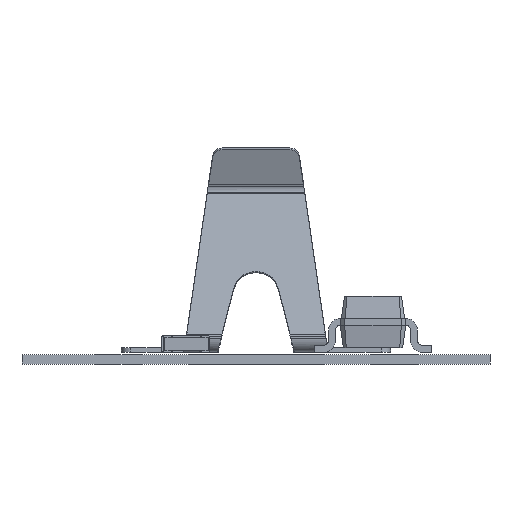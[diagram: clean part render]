
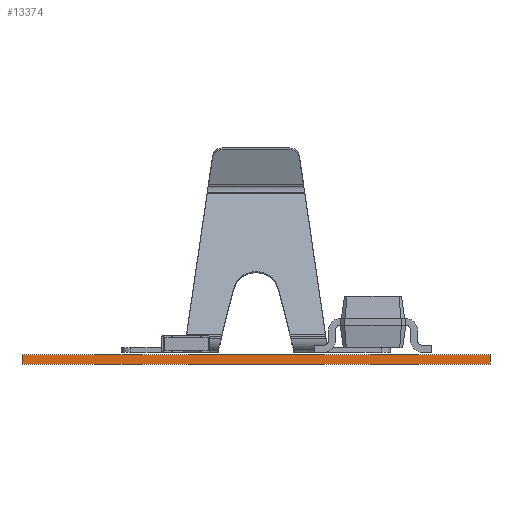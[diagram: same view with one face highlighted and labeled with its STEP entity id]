
A CAD part, front view. The second image highlights one B-rep face of the part: STEP entity #13374.
In plain terms, the highlighted planar face has unit normal (0, -1, 0).
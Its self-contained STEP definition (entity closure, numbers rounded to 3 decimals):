
#13258 = EDGE_CURVE('',#13259,#13261,#13263,.T.);
#13259 = VERTEX_POINT('',#13260);
#13260 = CARTESIAN_POINT('',(177.,-127.,0.));
#13261 = VERTEX_POINT('',#13262);
#13262 = CARTESIAN_POINT('',(177.,-127.,0.203));
#13263 = SURFACE_CURVE('',#13264,(#13268,#13280),.PCURVE_S1.);
#13264 = LINE('',#13265,#13266);
#13265 = CARTESIAN_POINT('',(177.,-127.,0.));
#13266 = VECTOR('',#13267,1.);
#13267 = DIRECTION('',(0.,0.,1.));
#13268 = PCURVE('',#13269,#13274);
#13269 = PLANE('',#13270);
#13270 = AXIS2_PLACEMENT_3D('',#13271,#13272,#13273);
#13271 = CARTESIAN_POINT('',(177.,-127.,0.));
#13272 = DIRECTION('',(-1.,0.,0.));
#13273 = DIRECTION('',(0.,1.,0.));
#13274 = DEFINITIONAL_REPRESENTATION('',(#13275),#13279);
#13275 = LINE('',#13276,#13277);
#13276 = CARTESIAN_POINT('',(0.,0.));
#13277 = VECTOR('',#13278,1.);
#13278 = DIRECTION('',(0.,-1.));
#13279 = ( GEOMETRIC_REPRESENTATION_CONTEXT(2) 
PARAMETRIC_REPRESENTATION_CONTEXT() REPRESENTATION_CONTEXT('2D SPACE',''
  ) );
#13280 = PCURVE('',#13281,#13286);
#13281 = PLANE('',#13282);
#13282 = AXIS2_PLACEMENT_3D('',#13283,#13284,#13285);
#13283 = CARTESIAN_POINT('',(167.,-127.,0.));
#13284 = DIRECTION('',(0.,1.,0.));
#13285 = DIRECTION('',(1.,0.,0.));
#13286 = DEFINITIONAL_REPRESENTATION('',(#13287),#13291);
#13287 = LINE('',#13288,#13289);
#13288 = CARTESIAN_POINT('',(10.,0.));
#13289 = VECTOR('',#13290,1.);
#13290 = DIRECTION('',(0.,-1.));
#13291 = ( GEOMETRIC_REPRESENTATION_CONTEXT(2) 
PARAMETRIC_REPRESENTATION_CONTEXT() REPRESENTATION_CONTEXT('2D SPACE',''
  ) );
#13309 = PLANE('',#13310);
#13310 = AXIS2_PLACEMENT_3D('',#13311,#13312,#13313);
#13311 = CARTESIAN_POINT('',(172.,-112.,0.203));
#13312 = DIRECTION('',(0.,0.,1.));
#13313 = DIRECTION('',(1.,0.,0.));
#13363 = PLANE('',#13364);
#13364 = AXIS2_PLACEMENT_3D('',#13365,#13366,#13367);
#13365 = CARTESIAN_POINT('',(172.,-112.,0.));
#13366 = DIRECTION('',(0.,0.,1.));
#13367 = DIRECTION('',(1.,0.,0.));
#13374 = ADVANCED_FACE('',(#13375),#13281,.F.);
#13375 = FACE_BOUND('',#13376,.F.);
#13376 = EDGE_LOOP('',(#13377,#13407,#13428,#13429));
#13377 = ORIENTED_EDGE('',*,*,#13378,.T.);
#13378 = EDGE_CURVE('',#13379,#13381,#13383,.T.);
#13379 = VERTEX_POINT('',#13380);
#13380 = CARTESIAN_POINT('',(167.,-127.,0.));
#13381 = VERTEX_POINT('',#13382);
#13382 = CARTESIAN_POINT('',(167.,-127.,0.203));
#13383 = SURFACE_CURVE('',#13384,(#13388,#13395),.PCURVE_S1.);
#13384 = LINE('',#13385,#13386);
#13385 = CARTESIAN_POINT('',(167.,-127.,0.));
#13386 = VECTOR('',#13387,1.);
#13387 = DIRECTION('',(0.,0.,1.));
#13388 = PCURVE('',#13281,#13389);
#13389 = DEFINITIONAL_REPRESENTATION('',(#13390),#13394);
#13390 = LINE('',#13391,#13392);
#13391 = CARTESIAN_POINT('',(0.,0.));
#13392 = VECTOR('',#13393,1.);
#13393 = DIRECTION('',(0.,-1.));
#13394 = ( GEOMETRIC_REPRESENTATION_CONTEXT(2) 
PARAMETRIC_REPRESENTATION_CONTEXT() REPRESENTATION_CONTEXT('2D SPACE',''
  ) );
#13395 = PCURVE('',#13396,#13401);
#13396 = PLANE('',#13397);
#13397 = AXIS2_PLACEMENT_3D('',#13398,#13399,#13400);
#13398 = CARTESIAN_POINT('',(167.,-97.,0.));
#13399 = DIRECTION('',(1.,0.,0.));
#13400 = DIRECTION('',(0.,-1.,0.));
#13401 = DEFINITIONAL_REPRESENTATION('',(#13402),#13406);
#13402 = LINE('',#13403,#13404);
#13403 = CARTESIAN_POINT('',(30.,0.));
#13404 = VECTOR('',#13405,1.);
#13405 = DIRECTION('',(0.,-1.));
#13406 = ( GEOMETRIC_REPRESENTATION_CONTEXT(2) 
PARAMETRIC_REPRESENTATION_CONTEXT() REPRESENTATION_CONTEXT('2D SPACE',''
  ) );
#13407 = ORIENTED_EDGE('',*,*,#13408,.T.);
#13408 = EDGE_CURVE('',#13381,#13261,#13409,.T.);
#13409 = SURFACE_CURVE('',#13410,(#13414,#13421),.PCURVE_S1.);
#13410 = LINE('',#13411,#13412);
#13411 = CARTESIAN_POINT('',(167.,-127.,0.203));
#13412 = VECTOR('',#13413,1.);
#13413 = DIRECTION('',(1.,0.,0.));
#13414 = PCURVE('',#13281,#13415);
#13415 = DEFINITIONAL_REPRESENTATION('',(#13416),#13420);
#13416 = LINE('',#13417,#13418);
#13417 = CARTESIAN_POINT('',(0.,-0.203));
#13418 = VECTOR('',#13419,1.);
#13419 = DIRECTION('',(1.,0.));
#13420 = ( GEOMETRIC_REPRESENTATION_CONTEXT(2) 
PARAMETRIC_REPRESENTATION_CONTEXT() REPRESENTATION_CONTEXT('2D SPACE',''
  ) );
#13421 = PCURVE('',#13309,#13422);
#13422 = DEFINITIONAL_REPRESENTATION('',(#13423),#13427);
#13423 = LINE('',#13424,#13425);
#13424 = CARTESIAN_POINT('',(-5.,-15.));
#13425 = VECTOR('',#13426,1.);
#13426 = DIRECTION('',(1.,0.));
#13427 = ( GEOMETRIC_REPRESENTATION_CONTEXT(2) 
PARAMETRIC_REPRESENTATION_CONTEXT() REPRESENTATION_CONTEXT('2D SPACE',''
  ) );
#13428 = ORIENTED_EDGE('',*,*,#13258,.F.);
#13429 = ORIENTED_EDGE('',*,*,#13430,.F.);
#13430 = EDGE_CURVE('',#13379,#13259,#13431,.T.);
#13431 = SURFACE_CURVE('',#13432,(#13436,#13443),.PCURVE_S1.);
#13432 = LINE('',#13433,#13434);
#13433 = CARTESIAN_POINT('',(167.,-127.,0.));
#13434 = VECTOR('',#13435,1.);
#13435 = DIRECTION('',(1.,0.,0.));
#13436 = PCURVE('',#13281,#13437);
#13437 = DEFINITIONAL_REPRESENTATION('',(#13438),#13442);
#13438 = LINE('',#13439,#13440);
#13439 = CARTESIAN_POINT('',(0.,0.));
#13440 = VECTOR('',#13441,1.);
#13441 = DIRECTION('',(1.,0.));
#13442 = ( GEOMETRIC_REPRESENTATION_CONTEXT(2) 
PARAMETRIC_REPRESENTATION_CONTEXT() REPRESENTATION_CONTEXT('2D SPACE',''
  ) );
#13443 = PCURVE('',#13363,#13444);
#13444 = DEFINITIONAL_REPRESENTATION('',(#13445),#13449);
#13445 = LINE('',#13446,#13447);
#13446 = CARTESIAN_POINT('',(-5.,-15.));
#13447 = VECTOR('',#13448,1.);
#13448 = DIRECTION('',(1.,0.));
#13449 = ( GEOMETRIC_REPRESENTATION_CONTEXT(2) 
PARAMETRIC_REPRESENTATION_CONTEXT() REPRESENTATION_CONTEXT('2D SPACE',''
  ) );
